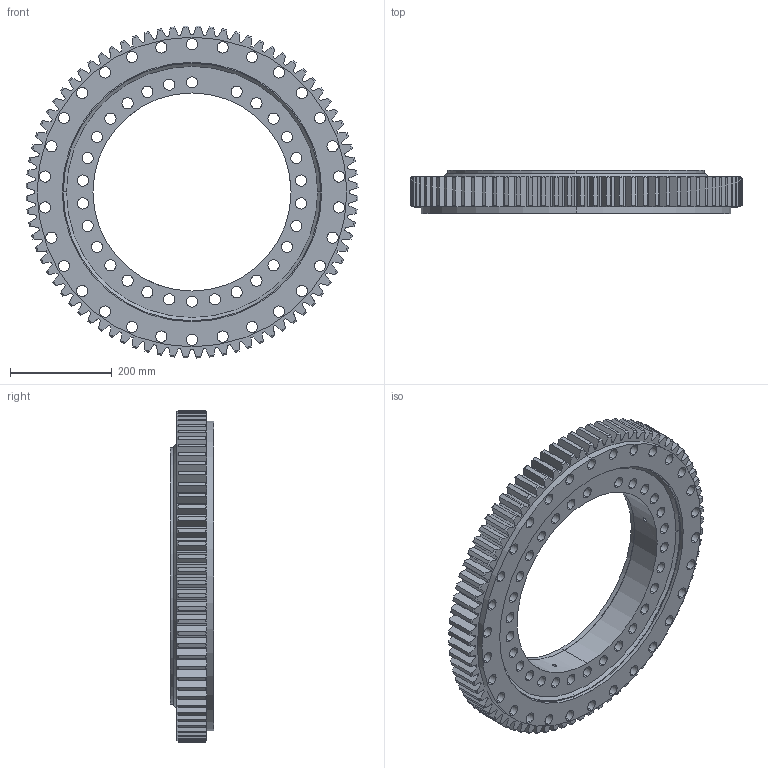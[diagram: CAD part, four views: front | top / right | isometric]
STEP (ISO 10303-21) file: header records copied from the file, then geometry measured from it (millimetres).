
FILE_DESCRIPTION (( 'STEP AP203' ), '1' );
FILE_NAME ('06-0508-00.STEP', '2017-12-27T07:28:42', ( 'defontaine' ), ( 'Hewlett-Packard Company' ), 'SwSTEP 2.0', 'SolidWorks 2016', '' );
FILE_SCHEMA (( 'CONFIG_CONTROL_DESIGN' ));
Length unit declared in the file: millimetre
Products named in the file (1): 06-0508-00
Bounding box: 653.76 x 85 x 653.76 mm (x, y, z)
Volume: 11115685.1 mm3; surface area: 1406699.2 mm2
Topology: 5 solids, 5 shells, 683 faces, 1977 edges, 1307 vertices
Faces by surface type: cylinder 305, cone 176, plane 176, torus 26
Entity records: 23840 total; most frequent: CARTESIAN_POINT 5384, ORIENTED_EDGE 3954, DIRECTION 3833, EDGE_CURVE 1977, AXIS2_PLACEMENT_3D 1516, VERTEX_POINT 1307, CIRCLE 832, EDGE_LOOP 818
